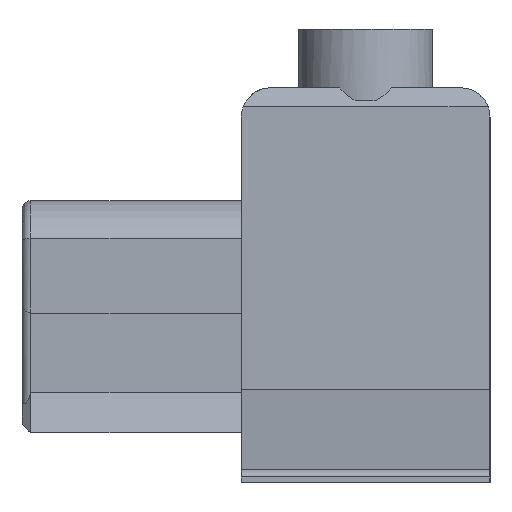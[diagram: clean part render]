
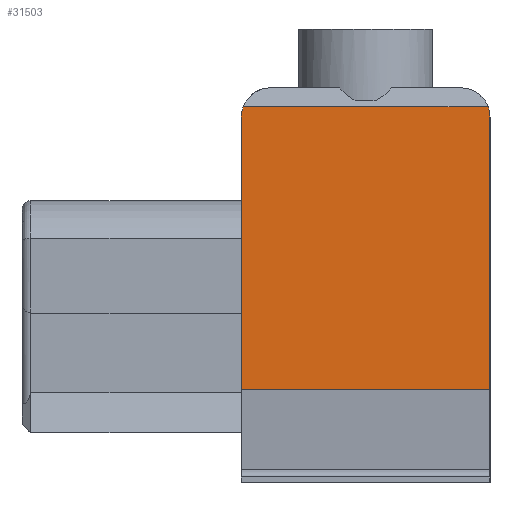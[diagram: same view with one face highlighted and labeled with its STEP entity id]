
A CAD part, left-side view. The second image highlights one B-rep face of the part: STEP entity #31503.
In plain terms, the highlighted planar face has unit normal (-1, 0, 0).
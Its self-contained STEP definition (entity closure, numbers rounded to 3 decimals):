
#1025=CIRCLE('',#33160,1.);
#1026=CIRCLE('',#33161,1.);
#3074=ORIENTED_EDGE('',*,*,#8236,.F.);
#3075=ORIENTED_EDGE('',*,*,#9753,.T.);
#3076=ORIENTED_EDGE('',*,*,#8471,.T.);
#3077=ORIENTED_EDGE('',*,*,#9754,.T.);
#3078=ORIENTED_EDGE('',*,*,#9755,.F.);
#3079=ORIENTED_EDGE('',*,*,#9756,.T.);
#8236=EDGE_CURVE('',#11642,#11643,#13817,.T.);
#8471=EDGE_CURVE('',#11878,#11877,#14016,.T.);
#9753=EDGE_CURVE('',#11642,#11878,#14975,.T.);
#9754=EDGE_CURVE('',#11877,#13024,#1025,.T.);
#9755=EDGE_CURVE('',#13025,#13024,#14976,.T.);
#9756=EDGE_CURVE('',#13025,#11643,#1026,.T.);
#11642=VERTEX_POINT('',#41716);
#11643=VERTEX_POINT('',#41718);
#11877=VERTEX_POINT('',#42187);
#11878=VERTEX_POINT('',#42189);
#13024=VERTEX_POINT('',#44831);
#13025=VERTEX_POINT('',#44833);
#13817=LINE('',#41717,#16320);
#14016=LINE('',#42188,#16519);
#14975=LINE('',#44829,#17478);
#14976=LINE('',#44832,#17479);
#16320=VECTOR('',#34850,1000.);
#16519=VECTOR('',#35123,1000.);
#17478=VECTOR('',#37154,1000.);
#17479=VECTOR('',#37157,1000.);
#19036=EDGE_LOOP('',(#3074,#3075,#3076,#3077,#3078,#3079));
#20422=FACE_BOUND('',#19036,.T.);
#21726=PLANE('',#33159);
#31503=ADVANCED_FACE('',(#20422),#21726,.T.);
#33159=AXIS2_PLACEMENT_3D('',#44828,#37152,#37153);
#33160=AXIS2_PLACEMENT_3D('',#44830,#37155,#37156);
#33161=AXIS2_PLACEMENT_3D('',#44834,#37158,#37159);
#34850=DIRECTION('',(0.,0.,1.));
#35123=DIRECTION('',(0.,0.,1.));
#37152=DIRECTION('',(-1.,0.,0.));
#37153=DIRECTION('',(0.,0.,1.));
#37154=DIRECTION('',(0.,-1.,0.));
#37155=DIRECTION('',(-1.,0.,0.));
#37156=DIRECTION('',(0.,0.,1.));
#37157=DIRECTION('',(0.,-1.,0.));
#37158=DIRECTION('',(-1.,0.,0.));
#37159=DIRECTION('',(0.,0.,1.));
#41716=CARTESIAN_POINT('',(-42.5,4.25,-3.));
#41717=CARTESIAN_POINT('',(-42.5,4.25,-6.2));
#41718=CARTESIAN_POINT('',(-42.5,4.25,6.3));
#42187=CARTESIAN_POINT('',(-42.5,-4.25,6.3));
#42188=CARTESIAN_POINT('',(-42.5,-4.25,-6.2));
#42189=CARTESIAN_POINT('',(-42.5,-4.25,-3.));
#44828=CARTESIAN_POINT('',(-42.5,-4.25,-6.2));
#44829=CARTESIAN_POINT('',(-42.5,82.804,-3.));
#44830=CARTESIAN_POINT('',(-42.5,-3.25,6.3));
#44831=CARTESIAN_POINT('',(-42.5,-4.187,6.65));
#44832=CARTESIAN_POINT('',(-42.5,4.25,6.65));
#44833=CARTESIAN_POINT('',(-42.5,4.187,6.65));
#44834=CARTESIAN_POINT('',(-42.5,3.25,6.3));
